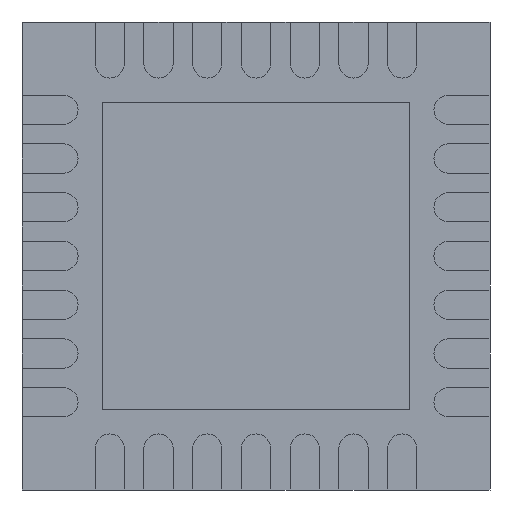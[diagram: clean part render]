
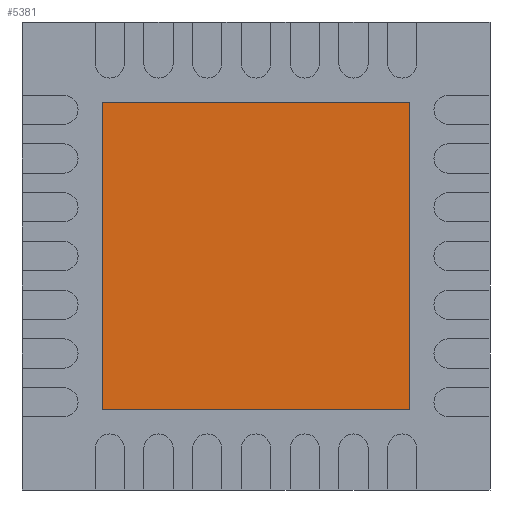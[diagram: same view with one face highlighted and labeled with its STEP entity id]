
A CAD part, front view. The second image highlights one B-rep face of the part: STEP entity #5381.
In plain terms, the highlighted planar face has unit normal (0, -1, 0).
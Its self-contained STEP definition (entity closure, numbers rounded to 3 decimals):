
#5262 = VERTEX_POINT('',#5263);
#5263 = CARTESIAN_POINT('',(1.575,0.,-1.575));
#5280 = VERTEX_POINT('',#5281);
#5281 = CARTESIAN_POINT('',(1.575,0.,1.575));
#5287 = EDGE_CURVE('',#5262,#5280,#5288,.T.);
#5288 = LINE('',#5289,#5290);
#5289 = CARTESIAN_POINT('',(1.575,0.,-1.575));
#5290 = VECTOR('',#5291,1.);
#5291 = DIRECTION('',(0.,0.,1.));
#5311 = VERTEX_POINT('',#5312);
#5312 = CARTESIAN_POINT('',(-1.575,0.,1.575));
#5318 = EDGE_CURVE('',#5280,#5311,#5319,.T.);
#5319 = LINE('',#5320,#5321);
#5320 = CARTESIAN_POINT('',(1.575,0.,1.575));
#5321 = VECTOR('',#5322,1.);
#5322 = DIRECTION('',(-1.,0.,0.));
#5342 = VERTEX_POINT('',#5343);
#5343 = CARTESIAN_POINT('',(-1.575,0.,-1.575));
#5349 = EDGE_CURVE('',#5311,#5342,#5350,.T.);
#5350 = LINE('',#5351,#5352);
#5351 = CARTESIAN_POINT('',(-1.575,0.,1.575));
#5352 = VECTOR('',#5353,1.);
#5353 = DIRECTION('',(0.,0.,-1.));
#5371 = EDGE_CURVE('',#5342,#5262,#5372,.T.);
#5372 = LINE('',#5373,#5374);
#5373 = CARTESIAN_POINT('',(-1.575,0.,-1.575));
#5374 = VECTOR('',#5375,1.);
#5375 = DIRECTION('',(1.,0.,0.));
#5381 = ADVANCED_FACE('',(#5382),#5388,.F.);
#5382 = FACE_BOUND('',#5383,.T.);
#5383 = EDGE_LOOP('',(#5384,#5385,#5386,#5387));
#5384 = ORIENTED_EDGE('',*,*,#5287,.T.);
#5385 = ORIENTED_EDGE('',*,*,#5318,.T.);
#5386 = ORIENTED_EDGE('',*,*,#5349,.T.);
#5387 = ORIENTED_EDGE('',*,*,#5371,.T.);
#5388 = PLANE('',#5389);
#5389 = AXIS2_PLACEMENT_3D('',#5390,#5391,#5392);
#5390 = CARTESIAN_POINT('',(0.,0.,0.));
#5391 = DIRECTION('',(0.,1.,0.));
#5392 = DIRECTION('',(0.,0.,1.));
